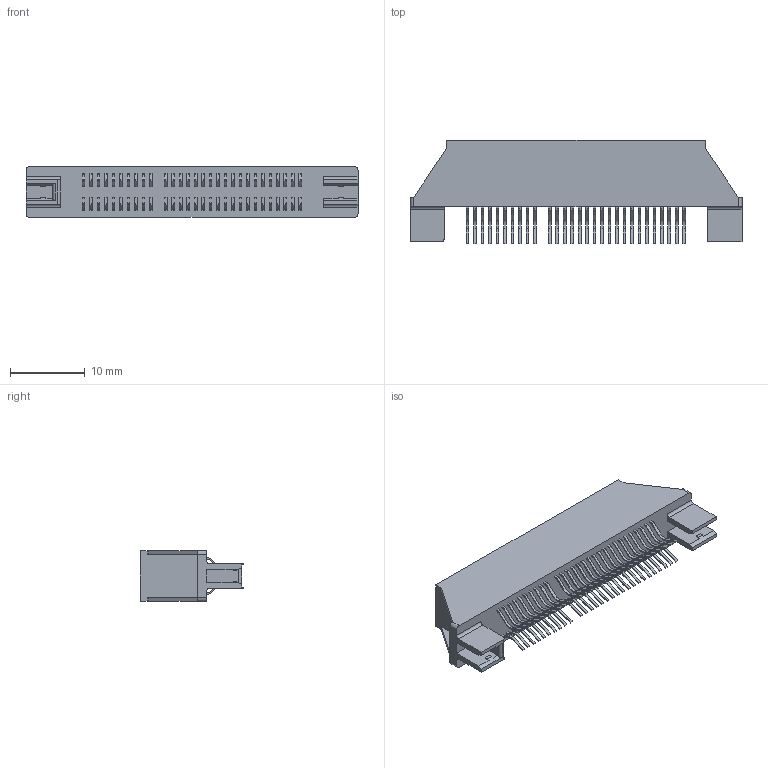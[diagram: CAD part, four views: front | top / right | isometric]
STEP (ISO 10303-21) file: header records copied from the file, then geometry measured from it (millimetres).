
FILE_DESCRIPTION(/* description */ ('STEP AP214'),/* implementation_level */ '2;1');
FILE_NAME(/* name */ 'MEC1-130-02-F-D-EM2-TR',/* time_stamp */ '2023-11-15T20:41:33+01:00',/* author */ ('License CC BY-ND 4.0'),/* organization */ ('CADENAS'),/* preprocessor_version */ 'ST-DEVELOPER v19.3',/* originating_system */ 'PARTsolutions',/* authorisation */ ' ');
FILE_SCHEMA (('AUTOMOTIVE_DESIGN {1 0 10303 214 3 1 1}'));
Length unit declared in the file: inch
Products named in the file (3): MEC1-130-02-F-D-EM2-TR; MEC1-130-02-D-EM2_pins; MEC1-130-02-D-EM2_socket
Assembly tree (2 placements, depth 2):
  MEC1-130-02-F-D-EM2-TR
    MEC1-130-02-D-EM2_pins
    MEC1-130-02-D-EM2_socket
Bounding box: 44.45 x 13.84 x 6.81 mm (x, y, z)
Volume: 1547.6 mm3; surface area: 4797.3 mm2
Topology: 2 solids, 2 shells, 1905 faces, 5682 edges, 3784 vertices
Faces by surface type: plane 1425, cylinder 480
Entity records: 63638 total; most frequent: CARTESIAN_POINT 11374, ORIENTED_EDGE 11364, DIRECTION 10458, EDGE_CURVE 5682, LINE 4722, VECTOR 4722, VERTEX_POINT 3784, AXIS2_PLACEMENT_3D 2868
